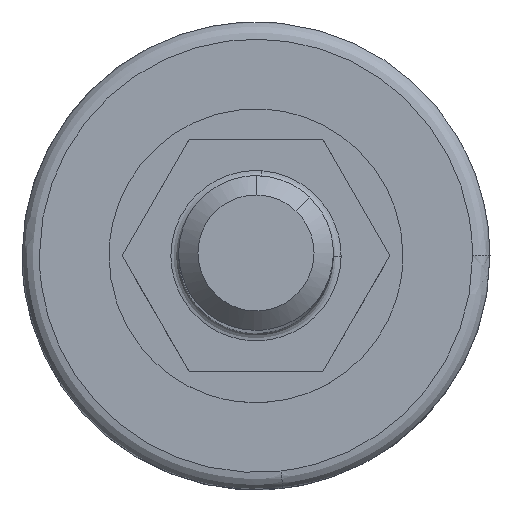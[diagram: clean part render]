
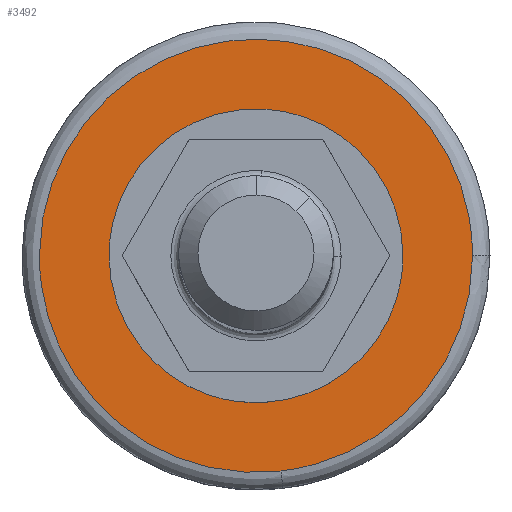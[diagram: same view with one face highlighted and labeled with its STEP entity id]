
A CAD part, top view. The second image highlights one B-rep face of the part: STEP entity #3492.
In plain terms, the highlighted free-form (B-spline) face has degree [1, 1] with [2, 2] control points.
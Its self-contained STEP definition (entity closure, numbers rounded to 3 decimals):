
#2626=CARTESIAN_POINT('',(-0.757,6.053,16.0));
#2627=VERTEX_POINT('',#2626);
#2633=CARTESIAN_POINT('',(-6.1,0.0,16.0));
#2634=VERTEX_POINT('',#2633);
#2635=CARTESIAN_POINT('',(-0.757,6.053,16.));
#2636=CARTESIAN_POINT('',(-6.1,5.384,16.0));
#2637=CARTESIAN_POINT('',(-6.1,0.0,16.0));
#2645=(BOUNDED_CURVE()B_SPLINE_CURVE(2,(#2635,#2636,#2637),.UNSPECIFIED.,.F.,.U.)B_SPLINE_CURVE_WITH_KNOTS((3,3),(0.271,0.5),.UNSPECIFIED.)CURVE()GEOMETRIC_REPRESENTATION_ITEM()RATIONAL_B_SPLINE_CURVE((0.954,0.732,1.0))REPRESENTATION_ITEM(''));
#2646=EDGE_CURVE('',#2627,#2634,#2645,.T.);
#2648=CARTESIAN_POINT('',(0.053,-6.1,16.0));
#2649=VERTEX_POINT('',#2648);
#2650=CARTESIAN_POINT('',(-6.1,0.0,16.0));
#2651=CARTESIAN_POINT('',(-6.1,-6.1,16.0));
#2652=CARTESIAN_POINT('',(0.0,-6.1,16.0));
#2653=CARTESIAN_POINT('',(0.027,-6.1,16.));
#2654=CARTESIAN_POINT('',(0.053,-6.1,16.));
#2662=(BOUNDED_CURVE()B_SPLINE_CURVE(2,(#2650,#2651,#2652,#2653,#2654),.UNSPECIFIED.,.F.,.U.)B_SPLINE_CURVE_WITH_KNOTS((3,2,3),(0.5,0.75,0.752),.UNSPECIFIED.)CURVE()GEOMETRIC_REPRESENTATION_ITEM()RATIONAL_B_SPLINE_CURVE((1.0,0.707,1.0,0.998,0.996))REPRESENTATION_ITEM(''));
#2663=EDGE_CURVE('',#2634,#2649,#2662,.T.);
#2743=CARTESIAN_POINT('',(6.1,0.0,16.0));
#2744=VERTEX_POINT('',#2743);
#2745=CARTESIAN_POINT('',(0.053,-6.1,16.0));
#2746=CARTESIAN_POINT('',(6.1,-6.047,16.));
#2747=CARTESIAN_POINT('',(6.1,0.0,16.0));
#2755=(BOUNDED_CURVE()B_SPLINE_CURVE(2,(#2745,#2746,#2747),.UNSPECIFIED.,.F.,.U.)B_SPLINE_CURVE_WITH_KNOTS((3,3),(0.752,1.0),.UNSPECIFIED.)CURVE()GEOMETRIC_REPRESENTATION_ITEM()RATIONAL_B_SPLINE_CURVE((0.996,0.709,1.0))REPRESENTATION_ITEM(''));
#2756=EDGE_CURVE('',#2649,#2744,#2755,.T.);
#2758=CARTESIAN_POINT('',(6.1,0.0,16.0));
#2759=CARTESIAN_POINT('',(6.1,6.1,16.0));
#2760=CARTESIAN_POINT('',(0.0,6.1,16.0));
#2761=CARTESIAN_POINT('',(-0.38,6.1,16.));
#2762=CARTESIAN_POINT('',(-0.757,6.053,16.));
#2770=(BOUNDED_CURVE()B_SPLINE_CURVE(2,(#2758,#2759,#2760,#2761,#2762),.UNSPECIFIED.,.F.,.U.)B_SPLINE_CURVE_WITH_KNOTS((3,2,3),(0.0,0.25,0.271),.UNSPECIFIED.)CURVE()GEOMETRIC_REPRESENTATION_ITEM()RATIONAL_B_SPLINE_CURVE((1.0,0.707,1.0,0.975,0.954))REPRESENTATION_ITEM(''));
#2771=EDGE_CURVE('',#2744,#2627,#2770,.T.);
#3354=CARTESIAN_POINT('',(3.233,-27.813,16.0));
#3355=VERTEX_POINT('',#3354);
#3356=CARTESIAN_POINT('',(-28.0,0.0,16.0));
#3357=VERTEX_POINT('',#3356);
#3358=CARTESIAN_POINT('',(3.233,-27.813,16.));
#3359=CARTESIAN_POINT('',(1.622,-28.,16.));
#3360=CARTESIAN_POINT('',(0.0,-28.0,16.0));
#3361=CARTESIAN_POINT('',(-28.,-28.,16.0));
#3362=CARTESIAN_POINT('',(-28.0,0.0,16.0));
#3370=(BOUNDED_CURVE()B_SPLINE_CURVE(2,(#3358,#3359,#3360,#3361,#3362),.UNSPECIFIED.,.F.,.U.)B_SPLINE_CURVE_WITH_KNOTS((3,2,3),(0.73,0.75,1.0),.UNSPECIFIED.)CURVE()GEOMETRIC_REPRESENTATION_ITEM()RATIONAL_B_SPLINE_CURVE((0.957,0.977,1.0,0.707,1.0))REPRESENTATION_ITEM(''));
#3371=EDGE_CURVE('',#3355,#3357,#3370,.T.);
#3373=CARTESIAN_POINT('',(28.,0.,16.0));
#3374=VERTEX_POINT('',#3373);
#3375=CARTESIAN_POINT('',(-28.0,0.0,16.0));
#3376=CARTESIAN_POINT('',(-28.,28.,16.0));
#3377=CARTESIAN_POINT('',(0.0,28.0,16.0));
#3378=CARTESIAN_POINT('',(28.,28.,16.0));
#3379=CARTESIAN_POINT('',(28.,0.,16.0));
#3387=(BOUNDED_CURVE()B_SPLINE_CURVE(2,(#3375,#3376,#3377,#3378,#3379),.UNSPECIFIED.,.F.,.U.)B_SPLINE_CURVE_WITH_KNOTS((3,2,3),(0.0,0.25,0.5),.UNSPECIFIED.)CURVE()GEOMETRIC_REPRESENTATION_ITEM()RATIONAL_B_SPLINE_CURVE((1.0,0.707,1.0,0.707,1.0))REPRESENTATION_ITEM(''));
#3388=EDGE_CURVE('',#3357,#3374,#3387,.T.);
#3440=CARTESIAN_POINT('',(28.,0.,16.0));
#3441=CARTESIAN_POINT('',(28.,-24.934,16.));
#3442=CARTESIAN_POINT('',(3.233,-27.813,16.));
#3450=(BOUNDED_CURVE()B_SPLINE_CURVE(2,(#3440,#3441,#3442),.UNSPECIFIED.,.F.,.U.)B_SPLINE_CURVE_WITH_KNOTS((3,3),(0.5,0.73),.UNSPECIFIED.)CURVE()GEOMETRIC_REPRESENTATION_ITEM()RATIONAL_B_SPLINE_CURVE((1.0,0.731,0.957))REPRESENTATION_ITEM(''));
#3451=EDGE_CURVE('',#3374,#3355,#3450,.T.);
#3476=CARTESIAN_POINT('',(-30.797,-30.797,16.0));
#3477=CARTESIAN_POINT('',(30.797,-30.797,16.0));
#3478=CARTESIAN_POINT('',(-30.797,30.797,16.0));
#3479=CARTESIAN_POINT('',(30.797,30.797,16.0));
#3480=B_SPLINE_SURFACE_WITH_KNOTS('',1,1,((#3476,#3478),(#3477,#3479)),.UNSPECIFIED.,.F.,.F.,.U.,(2,2),(2,2),(0.0,61.594),(0.0,61.594),.UNSPECIFIED.);
#3481=ORIENTED_EDGE('',*,*,#3371,.F.);
#3482=ORIENTED_EDGE('',*,*,#3451,.F.);
#3483=ORIENTED_EDGE('',*,*,#3388,.F.);
#3484=EDGE_LOOP('',(#3481,#3482,#3483));
#3485=FACE_OUTER_BOUND('',#3484,.T.);
#3486=ORIENTED_EDGE('',*,*,#2663,.F.);
#3487=ORIENTED_EDGE('',*,*,#2646,.F.);
#3488=ORIENTED_EDGE('',*,*,#2771,.F.);
#3489=ORIENTED_EDGE('',*,*,#2756,.F.);
#3490=EDGE_LOOP('',(#3486,#3487,#3488,#3489));
#3491=FACE_BOUND('',#3490,.T.);
#3492=ADVANCED_FACE('',(#3485,#3491),#3480,.T.);
